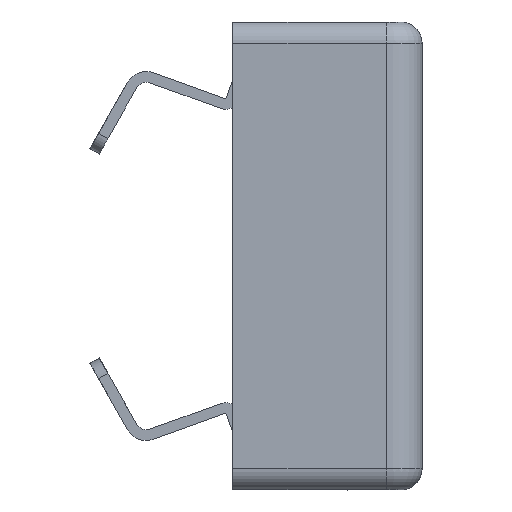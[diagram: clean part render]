
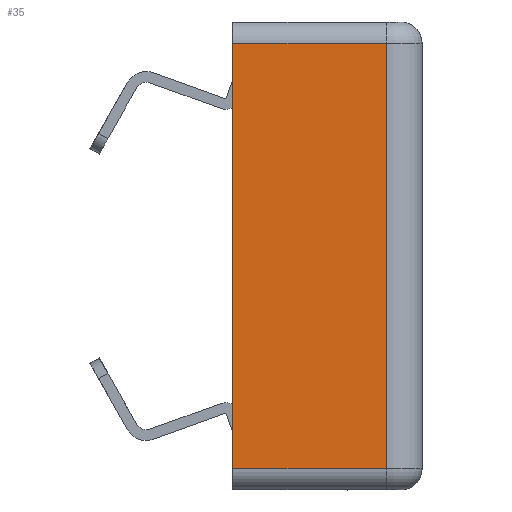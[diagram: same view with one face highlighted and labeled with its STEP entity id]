
A CAD part, left-side view. The second image highlights one B-rep face of the part: STEP entity #35.
In plain terms, the highlighted planar face has unit normal (-1, 0, 0).
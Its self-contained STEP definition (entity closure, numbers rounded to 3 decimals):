
#35 = ADVANCED_FACE ( 'NONE', ( #2808 ), #833, .F. ) ;
#56 = ORIENTED_EDGE ( 'NONE', *, *, #1522, .F. ) ;
#94 = EDGE_CURVE ( 'NONE', #1489, #2087, #2483, .T. ) ;
#136 = VERTEX_POINT ( 'NONE', #2268 ) ;
#241 = DIRECTION ( 'NONE',  ( 0., -1., 0. ) ) ;
#257 = VECTOR ( 'NONE', #831, 1000. ) ;
#364 = LINE ( 'NONE', #1934, #257 ) ;
#554 = CARTESIAN_POINT ( 'NONE',  ( 0., 5.3, 0. ) ) ;
#629 = VECTOR ( 'NONE', #1352, 1000. ) ;
#666 = CARTESIAN_POINT ( 'NONE',  ( 0., 1., 5.95 ) ) ;
#685 = VECTOR ( 'NONE', #241, 1000. ) ;
#699 = VERTEX_POINT ( 'NONE', #1561 ) ;
#746 = LINE ( 'NONE', #554, #1205 ) ;
#761 = ORIENTED_EDGE ( 'NONE', *, *, #94, .F. ) ;
#831 = DIRECTION ( 'NONE',  ( 0., 1., 0. ) ) ;
#833 = PLANE ( 'NONE',  #1022 ) ;
#863 = CARTESIAN_POINT ( 'NONE',  ( 0., 1., -5.95 ) ) ;
#878 = EDGE_CURVE ( 'NONE', #699, #136, #364, .T. ) ;
#1022 = AXIS2_PLACEMENT_3D ( 'NONE', #863, #1999, #2654 ) ;
#1125 = ORIENTED_EDGE ( 'NONE', *, *, #878, .F. ) ;
#1205 = VECTOR ( 'NONE', #2507, 1000. ) ;
#1352 = DIRECTION ( 'NONE',  ( 0., 0., -1. ) ) ;
#1413 = LINE ( 'NONE', #2729, #629 ) ;
#1489 = VERTEX_POINT ( 'NONE', #2713 ) ;
#1522 = EDGE_CURVE ( 'NONE', #2087, #699, #1413, .T. ) ;
#1561 = CARTESIAN_POINT ( 'NONE',  ( 0., 1., -5.95 ) ) ;
#1932 = EDGE_CURVE ( 'NONE', #1489, #136, #746, .T. ) ;
#1934 = CARTESIAN_POINT ( 'NONE',  ( 0., 3.15, -5.95 ) ) ;
#1986 = CARTESIAN_POINT ( 'NONE',  ( 0., 3.15, 5.95 ) ) ;
#1999 = DIRECTION ( 'NONE',  ( 1., 0., 0. ) ) ;
#2087 = VERTEX_POINT ( 'NONE', #666 ) ;
#2268 = CARTESIAN_POINT ( 'NONE',  ( 0., 5.3, -5.95 ) ) ;
#2336 = ORIENTED_EDGE ( 'NONE', *, *, #1932, .T. ) ;
#2483 = LINE ( 'NONE', #1986, #685 ) ;
#2507 = DIRECTION ( 'NONE',  ( 0., 0., -1. ) ) ;
#2654 = DIRECTION ( 'NONE',  ( 0., 1., 0. ) ) ;
#2713 = CARTESIAN_POINT ( 'NONE',  ( 0., 5.3, 5.95 ) ) ;
#2729 = CARTESIAN_POINT ( 'NONE',  ( 0., 1., 0. ) ) ;
#2730 = EDGE_LOOP ( 'NONE', ( #1125, #56, #761, #2336 ) ) ;
#2808 = FACE_OUTER_BOUND ( 'NONE', #2730, .T. ) ;
